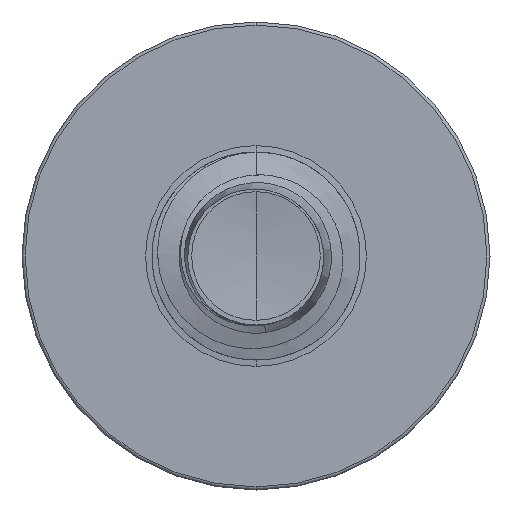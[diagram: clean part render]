
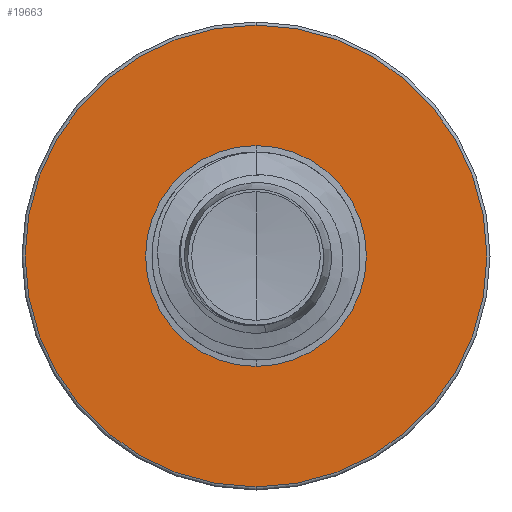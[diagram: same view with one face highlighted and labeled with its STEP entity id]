
A CAD part, front view. The second image highlights one B-rep face of the part: STEP entity #19663.
In plain terms, the highlighted planar face has unit normal (0, -1, 0).
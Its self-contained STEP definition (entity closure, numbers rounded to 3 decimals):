
#126 = AXIS2_PLACEMENT_3D ( 'NONE', #15687, #6428, #17035 ) ;
#889 = CARTESIAN_POINT ( 'NONE',  ( 0., 5., 0.849 ) ) ;
#1087 = AXIS2_PLACEMENT_3D ( 'NONE', #8089, #18295, #9715 ) ;
#2084 = VERTEX_POINT ( 'NONE', #889 ) ;
#2127 = ORIENTED_EDGE ( 'NONE', *, *, #17683, .F. ) ;
#2915 = ORIENTED_EDGE ( 'NONE', *, *, #15319, .F. ) ;
#2927 = FACE_BOUND ( 'NONE', #13424, .T. ) ;
#3334 = CARTESIAN_POINT ( 'NONE',  ( 0., 5., 1.776 ) ) ;
#3897 = ORIENTED_EDGE ( 'NONE', *, *, #17632, .T. ) ;
#4251 = AXIS2_PLACEMENT_3D ( 'NONE', #5911, #16633, #7633 ) ;
#4672 = DIRECTION ( 'NONE',  ( 0., 1., 0. ) ) ;
#4707 = DIRECTION ( 'NONE',  ( 0., 1., 0. ) ) ;
#5296 = VERTEX_POINT ( 'NONE', #3334 ) ;
#5587 = CARTESIAN_POINT ( 'NONE',  ( 0., 5., -1.776 ) ) ;
#5911 = CARTESIAN_POINT ( 'NONE',  ( 0., 5., 0. ) ) ;
#6302 = AXIS2_PLACEMENT_3D ( 'NONE', #14250, #4672, #15663 ) ;
#6428 = DIRECTION ( 'NONE',  ( 0., 1., 0. ) ) ;
#7633 = DIRECTION ( 'NONE',  ( 0., 0., 1. ) ) ;
#7728 = CIRCLE ( 'NONE', #4251, 1.776 ) ;
#8089 = CARTESIAN_POINT ( 'NONE',  ( 0., 5., 0. ) ) ;
#9715 = DIRECTION ( 'NONE',  ( 0., 0., 1. ) ) ;
#9930 = VERTEX_POINT ( 'NONE', #16443 ) ;
#12301 = CIRCLE ( 'NONE', #6302, 0.849 ) ;
#12900 = AXIS2_PLACEMENT_3D ( 'NONE', #14277, #4707, #17037 ) ;
#13424 = EDGE_LOOP ( 'NONE', ( #3897, #19344 ) ) ;
#14112 = CIRCLE ( 'NONE', #1087, 0.849 ) ;
#14194 = EDGE_CURVE ( 'NONE', #9930, #2084, #12301, .T. ) ;
#14250 = CARTESIAN_POINT ( 'NONE',  ( 0., 5., 0. ) ) ;
#14277 = CARTESIAN_POINT ( 'NONE',  ( 0., 5., -0.849 ) ) ;
#14967 = EDGE_LOOP ( 'NONE', ( #2915, #2127 ) ) ;
#15319 = EDGE_CURVE ( 'NONE', #5296, #17899, #7728, .T. ) ;
#15663 = DIRECTION ( 'NONE',  ( 0., 0., 1. ) ) ;
#15687 = CARTESIAN_POINT ( 'NONE',  ( 0., 5., 0. ) ) ;
#16443 = CARTESIAN_POINT ( 'NONE',  ( 0., 5., -0.849 ) ) ;
#16633 = DIRECTION ( 'NONE',  ( 0., 1., 0. ) ) ;
#17035 = DIRECTION ( 'NONE',  ( 0., 0., 1. ) ) ;
#17037 = DIRECTION ( 'NONE',  ( 0., 0., 1. ) ) ;
#17632 = EDGE_CURVE ( 'NONE', #2084, #9930, #14112, .T. ) ;
#17683 = EDGE_CURVE ( 'NONE', #17899, #5296, #18693, .T. ) ;
#17899 = VERTEX_POINT ( 'NONE', #5587 ) ;
#18295 = DIRECTION ( 'NONE',  ( 0., 1., 0. ) ) ;
#18693 = CIRCLE ( 'NONE', #126, 1.776 ) ;
#18787 = FACE_OUTER_BOUND ( 'NONE', #14967, .T. ) ;
#19344 = ORIENTED_EDGE ( 'NONE', *, *, #14194, .T. ) ;
#19663 = ADVANCED_FACE ( 'NONE', ( #18787, #2927 ), #19750, .F. ) ;
#19750 = PLANE ( 'NONE',  #12900 ) ;
